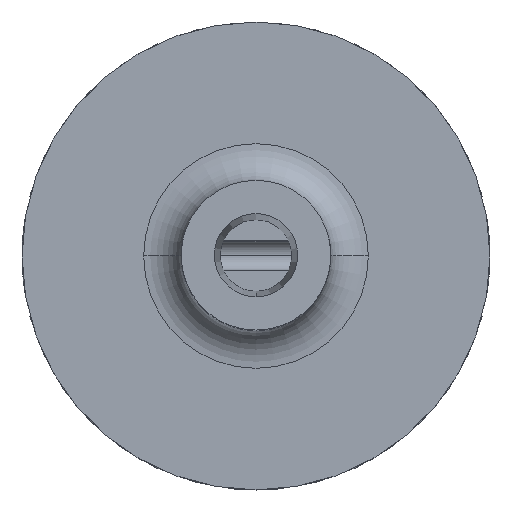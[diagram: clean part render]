
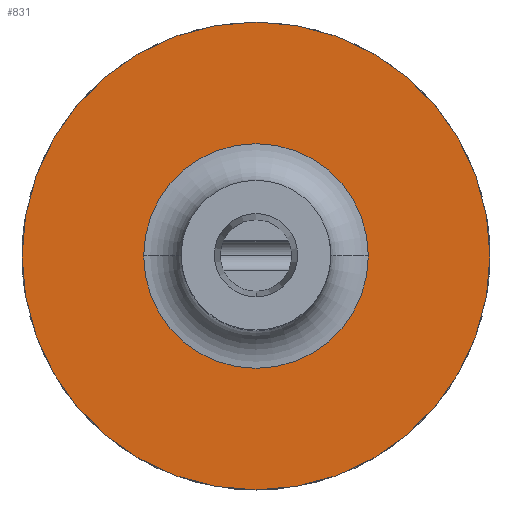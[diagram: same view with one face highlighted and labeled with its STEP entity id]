
A CAD part, top view. The second image highlights one B-rep face of the part: STEP entity #831.
In plain terms, the highlighted planar face has unit normal (0, 0, 1).
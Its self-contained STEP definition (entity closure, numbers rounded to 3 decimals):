
#5 = CARTESIAN_POINT ( 'NONE',  ( 50., 0., 38. ) ) ;
#56 = CARTESIAN_POINT ( 'NONE',  ( 0., 0., 38. ) ) ;
#105 = FACE_OUTER_BOUND ( 'NONE', #1958, .T. ) ;
#130 = DIRECTION ( 'NONE',  ( -1., 0., 0. ) ) ;
#136 = DIRECTION ( 'NONE',  ( -1., 0., 0. ) ) ;
#154 = CARTESIAN_POINT ( 'NONE',  ( 0., 0., 38. ) ) ;
#233 = DIRECTION ( 'NONE',  ( -1., 0., 0. ) ) ;
#292 = AXIS2_PLACEMENT_3D ( 'NONE', #154, #998, #327 ) ;
#327 = DIRECTION ( 'NONE',  ( -1., 0., 0. ) ) ;
#423 = CIRCLE ( 'NONE', #1293, 50. ) ;
#468 = VERTEX_POINT ( 'NONE', #2125 ) ;
#512 = PLANE ( 'NONE',  #292 ) ;
#584 = DIRECTION ( 'NONE',  ( -1., 0., 0. ) ) ;
#636 = DIRECTION ( 'NONE',  ( 0., 0., -1. ) ) ;
#659 = CARTESIAN_POINT ( 'NONE',  ( 24., 0., 38. ) ) ;
#660 = AXIS2_PLACEMENT_3D ( 'NONE', #1472, #636, #130 ) ;
#697 = FACE_BOUND ( 'NONE', #1288, .T. ) ;
#770 = EDGE_CURVE ( 'NONE', #1289, #1212, #2098, .T. ) ;
#829 = DIRECTION ( 'NONE',  ( 0., 0., -1. ) ) ;
#831 = ADVANCED_FACE ( 'NONE', ( #697, #105 ), #512, .F. ) ;
#970 = AXIS2_PLACEMENT_3D ( 'NONE', #56, #1254, #233 ) ;
#993 = EDGE_CURVE ( 'NONE', #468, #1429, #423, .T. ) ;
#998 = DIRECTION ( 'NONE',  ( 0., 0., -1. ) ) ;
#1212 = VERTEX_POINT ( 'NONE', #2165 ) ;
#1250 = CIRCLE ( 'NONE', #660, 50. ) ;
#1254 = DIRECTION ( 'NONE',  ( 0., 0., -1. ) ) ;
#1288 = EDGE_LOOP ( 'NONE', ( #1655, #1731 ) ) ;
#1289 = VERTEX_POINT ( 'NONE', #659 ) ;
#1293 = AXIS2_PLACEMENT_3D ( 'NONE', #1585, #1437, #584 ) ;
#1410 = EDGE_CURVE ( 'NONE', #1212, #1289, #1411, .T. ) ;
#1411 = CIRCLE ( 'NONE', #970, 24. ) ;
#1429 = VERTEX_POINT ( 'NONE', #5 ) ;
#1437 = DIRECTION ( 'NONE',  ( 0., 0., -1. ) ) ;
#1472 = CARTESIAN_POINT ( 'NONE',  ( 0., 0., 38. ) ) ;
#1585 = CARTESIAN_POINT ( 'NONE',  ( 0., 0., 38. ) ) ;
#1655 = ORIENTED_EDGE ( 'NONE', *, *, #1410, .T. ) ;
#1695 = AXIS2_PLACEMENT_3D ( 'NONE', #1847, #829, #136 ) ;
#1731 = ORIENTED_EDGE ( 'NONE', *, *, #770, .T. ) ;
#1759 = EDGE_CURVE ( 'NONE', #1429, #468, #1250, .T. ) ;
#1794 = ORIENTED_EDGE ( 'NONE', *, *, #1759, .F. ) ;
#1847 = CARTESIAN_POINT ( 'NONE',  ( 0., 0., 38. ) ) ;
#1958 = EDGE_LOOP ( 'NONE', ( #2153, #1794 ) ) ;
#2098 = CIRCLE ( 'NONE', #1695, 24. ) ;
#2125 = CARTESIAN_POINT ( 'NONE',  ( -50., 0., 38. ) ) ;
#2153 = ORIENTED_EDGE ( 'NONE', *, *, #993, .F. ) ;
#2165 = CARTESIAN_POINT ( 'NONE',  ( -24., 0., 38. ) ) ;
